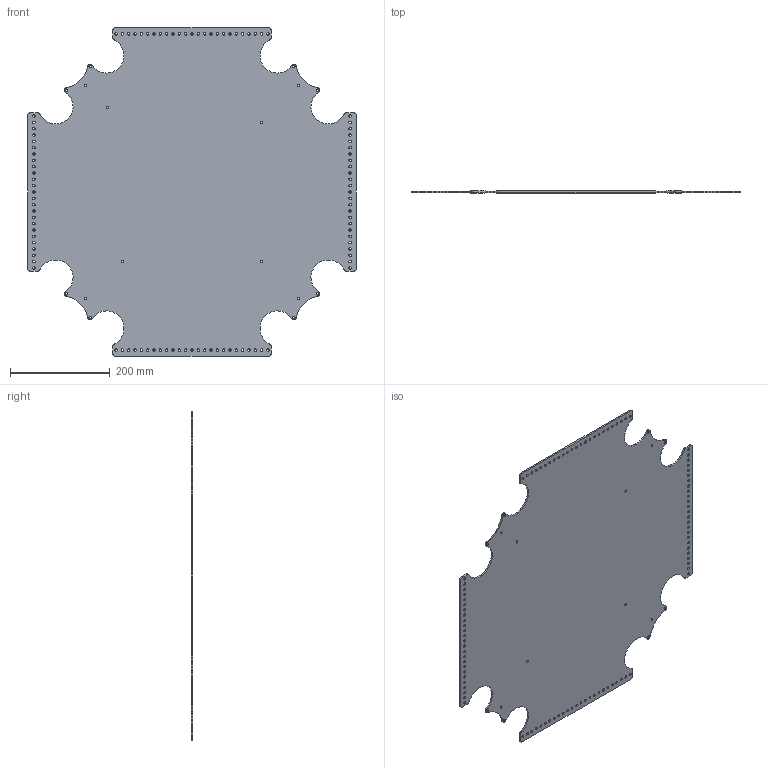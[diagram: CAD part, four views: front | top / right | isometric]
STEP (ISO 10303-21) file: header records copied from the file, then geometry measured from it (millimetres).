
FILE_DESCRIPTION (( 'STEP AP214' ), '1' );
FILE_NAME ('599-24-season-DT-P-0003.STEP', '2024-02-03T19:54:45', ( '' ), ( '' ), 'SwSTEP 2.0', 'SolidWorks 2023', '' );
FILE_SCHEMA (( 'AUTOMOTIVE_DESIGN' ));
Length unit declared in the file: inch
Products named in the file (1): 599-24-season-DT-P-0003
Bounding box: 660.4 x 3.17 x 660.4 mm (x, y, z)
Volume: 1062001.4 mm3; surface area: 683738.7 mm2
Topology: 1 solids, 1 shells, 288 faces, 858 edges, 572 vertices
Faces by surface type: cylinder 274, plane 14
Entity records: 10501 total; most frequent: DIRECTION 1984, CARTESIAN_POINT 1719, ORIENTED_EDGE 1716, EDGE_CURVE 858, AXIS2_PLACEMENT_3D 837, VERTEX_POINT 572, CIRCLE 548, EDGE_LOOP 520
